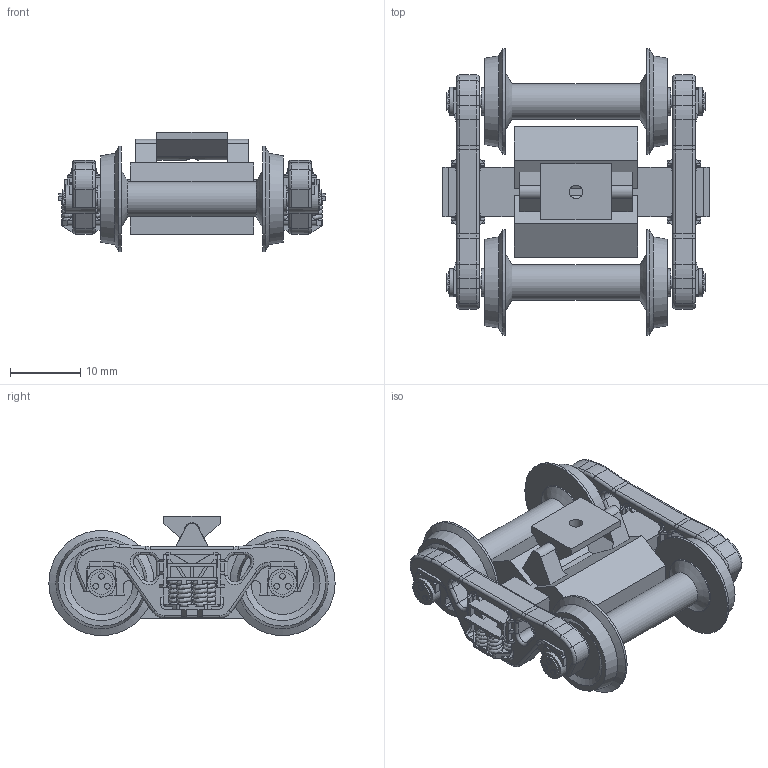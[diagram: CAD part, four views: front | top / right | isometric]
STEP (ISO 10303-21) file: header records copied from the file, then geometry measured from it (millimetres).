
FILE_DESCRIPTION(/* description */ (''),/* implementation_level */ '2;1');
FILE_NAME(/* name */ 'Bogie Freight 1650 840 v8.step',/* time_stamp */ '2025-05-30T16:22:22+05:30',/* author */ (''),/* organization */ (''),/* preprocessor_version */ 'ST-DEVELOPER v20.1',/* originating_system */ 'Autodesk Translation Framework v14.10.0.0',/* authorisation */ '');
FILE_SCHEMA (('AUTOMOTIVE_DESIGN { 1 0 10303 214 3 1 1 }'));
Length unit declared in the file: millimetre
Products named in the file (16): Bogie Freight 1650 840; Wheels; Wheels (1); Axle; Filament 2mm Rod; Wheels (1)(Mirror); Wheels (1)(Mirror) (1); Axle(Mirror); Filament 2mm Rod(Mirror); Wheels (1)(Mirror)(Mirror); Bogie; Frame; Swivel Joint; Weight; 91287A122_18-8 Stainless Steel Hex Head Screw; 91828A241_18-8 Stainless Steel Hex Nut
Assembly tree (21 placements, depth 3):
  Bogie Freight 1650 840
    Wheels
      Wheels (1)
      Axle
      Filament 2mm Rod
      Wheels (1)(Mirror)
      Wheels (1)(Mirror) (1)
      Axle(Mirror)
      Filament 2mm Rod(Mirror)
      Wheels (1)(Mirror)(Mirror)
    Bogie
      Frame
      Swivel Joint
    Weight
      91287A122_18-8 Stainless Steel Hex Head Screw  x2
      91828A241_18-8 Stainless Steel Hex Nut  x6
Bounding box: 38 x 40.8 x 17 mm (x, y, z)
Volume: 6669.7 mm3; surface area: 11559.7 mm2
Topology: 18 solids, 18 shells, 1475 faces, 3898 edges, 2465 vertices
Faces by surface type: plane 705, cylinder 516, cone 130, bspline 64, torus 60
Full cylindrical faces by diameter (mm): 0.8 x12, 1.6 x32, 1.75 x2, 1.9 x1, 2.3 x10, 3.2 x4, 3.9 x4, 3.961 x44, 4 x4, 5 x52, 8 x4, 8.2 x4, 15 x4
Entity records: 55664 total; most frequent: CARTESIAN_POINT 25907, ORIENTED_EDGE 6422, DIRECTION 5701, EDGE_CURVE 3211, VERTEX_POINT 2035, LINE 1969, VECTOR 1969, AXIS2_PLACEMENT_3D 1866
